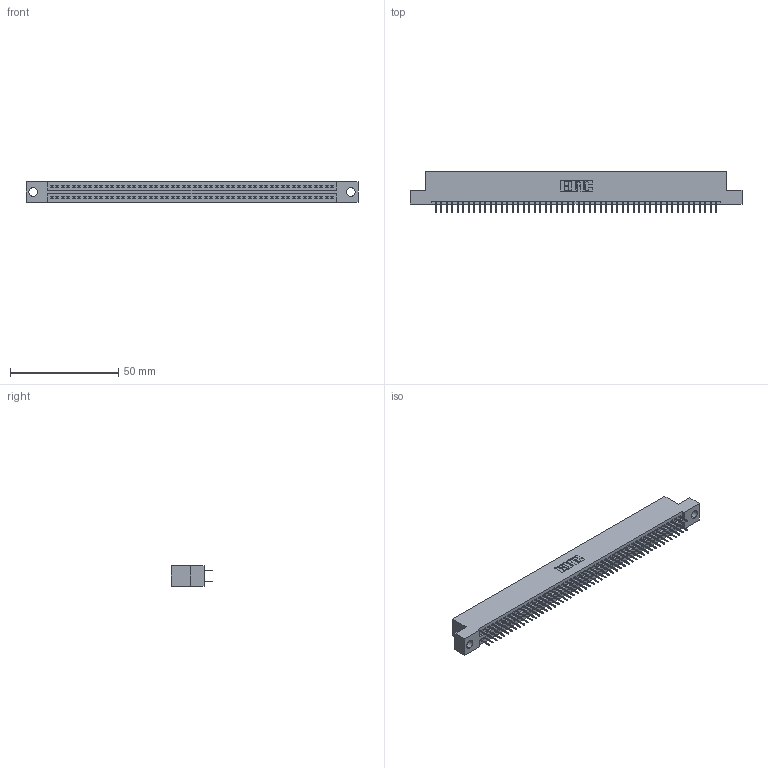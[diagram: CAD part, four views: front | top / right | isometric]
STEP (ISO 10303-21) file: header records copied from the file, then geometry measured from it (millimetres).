
FILE_DESCRIPTION (( 'STEP AP203' ), '1' );
FILE_NAME ('345-104-524-204.STEP', '2021-05-21T13:27:17', ( '' ), ( '' ), 'SwSTEP 2.0', 'SolidWorks 2020', '' );
FILE_SCHEMA (( 'CONFIG_CONTROL_DESIGN' ));
Length unit declared in the file: inch
Products named in the file (3): 345-104-524-204; 345-292-001_345-293-124; 345 Part_Flush Mounting Lugs - 0.156 Dia-TI
Assembly tree (105 placements, depth 2):
  345-104-524-204
    345 Part_Flush Mounting Lugs - 0.156 Dia-TI
    345-292-001_345-293-124  x104
Bounding box: 153.29 x 19.35 x 9.4 mm (x, y, z)
Volume: 14720.1 mm3; surface area: 21388.6 mm2
Topology: 105 solids, 105 shells, 5756 faces, 16289 edges, 10442 vertices
Faces by surface type: plane 4150, cylinder 1606
Entity records: 39947 total; most frequent: CARTESIAN_POINT 6690, ORIENTED_EDGE 6622, DIRECTION 5887, EDGE_CURVE 3311, LINE 2975, VECTOR 2975, VERTEX_POINT 2202, AXIS2_PLACEMENT_3D 1456
